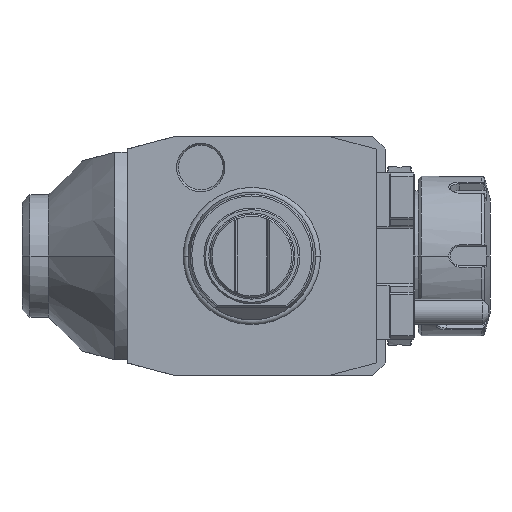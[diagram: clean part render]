
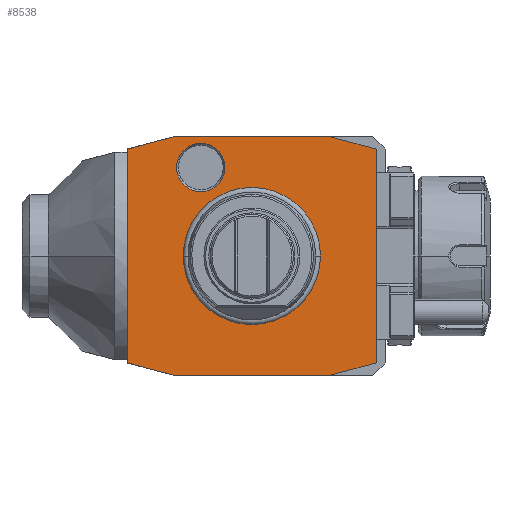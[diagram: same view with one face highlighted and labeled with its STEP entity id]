
A CAD part, front view. The second image highlights one B-rep face of the part: STEP entity #8538.
In plain terms, the highlighted planar face has unit normal (0, -1, 0).
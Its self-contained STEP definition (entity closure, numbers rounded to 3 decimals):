
#1=DIRECTION('',(0.966,0.,-0.259));
#2=VECTOR('',#1,15.529);
#3=CARTESIAN_POINT('',(-39.,0.,-33.481));
#4=LINE('',#3,#2);
#5=DIRECTION('',(0.,0.,-1.));
#6=VECTOR('',#5,66.962);
#7=CARTESIAN_POINT('',(-39.,0.,33.481));
#8=LINE('',#7,#6);
#9=DIRECTION('',(-0.966,0.,-0.259));
#10=VECTOR('',#9,15.529);
#11=CARTESIAN_POINT('',(-24.,0.,37.5));
#12=LINE('',#11,#10);
#13=DIRECTION('',(-1.,0.,0.));
#14=VECTOR('',#13,48.);
#15=CARTESIAN_POINT('',(24.,0.,37.5));
#16=LINE('',#15,#14);
#17=DIRECTION('',(-0.966,0.,0.259));
#18=VECTOR('',#17,15.529);
#19=CARTESIAN_POINT('',(39.,0.,33.481));
#20=LINE('',#19,#18);
#21=DIRECTION('',(0.,0.,1.));
#22=VECTOR('',#21,66.962);
#23=CARTESIAN_POINT('',(39.,0.,-33.481));
#24=LINE('',#23,#22);
#25=DIRECTION('',(0.966,0.,0.259));
#26=VECTOR('',#25,15.529);
#27=CARTESIAN_POINT('',(24.,0.,-37.5));
#28=LINE('',#27,#26);
#29=DIRECTION('',(1.,0.,0.));
#30=VECTOR('',#29,48.);
#31=CARTESIAN_POINT('',(-24.,0.,-37.5));
#32=LINE('',#31,#30);
#33=CARTESIAN_POINT('',(-16.,0.,27.713));
#34=DIRECTION('',(0.,1.,0.));
#35=DIRECTION('',(1.,0.,0.));
#36=AXIS2_PLACEMENT_3D('',#33,#34,#35);
#38=CARTESIAN_POINT('',(-16.,0.,27.713));
#39=DIRECTION('',(0.,1.,0.));
#40=DIRECTION('',(-1.,0.,0.));
#41=AXIS2_PLACEMENT_3D('',#38,#39,#40);
#5544=CARTESIAN_POINT('',(0.,0.,0.));
#5545=DIRECTION('',(0.,-1.,0.));
#5546=DIRECTION('',(1.,0.,0.));
#5547=AXIS2_PLACEMENT_3D('',#5544,#5545,#5546);
#5549=CARTESIAN_POINT('',(0.,0.,0.));
#5550=DIRECTION('',(0.,-1.,0.));
#5551=DIRECTION('',(-1.,0.,0.));
#5552=AXIS2_PLACEMENT_3D('',#5549,#5550,#5551);
#7629=CARTESIAN_POINT('',(-8.423,0.,
27.713));
#7630=CARTESIAN_POINT('',(-23.577,0.,
27.713));
#7631=VERTEX_POINT('',#7629);
#7632=VERTEX_POINT('',#7630);
#8306=CARTESIAN_POINT('',(-39.,0.,-33.481));
#8307=CARTESIAN_POINT('',(-24.,0.,-37.5));
#8308=VERTEX_POINT('',#8306);
#8309=VERTEX_POINT('',#8307);
#8310=CARTESIAN_POINT('',(24.,0.,-37.5));
#8311=VERTEX_POINT('',#8310);
#8312=CARTESIAN_POINT('',(39.,0.,-33.481));
#8313=VERTEX_POINT('',#8312);
#8314=CARTESIAN_POINT('',(39.,0.,33.481));
#8315=VERTEX_POINT('',#8314);
#8316=CARTESIAN_POINT('',(24.,0.,37.5));
#8317=VERTEX_POINT('',#8316);
#8318=CARTESIAN_POINT('',(-24.,0.,37.5));
#8319=VERTEX_POINT('',#8318);
#8320=CARTESIAN_POINT('',(-39.,0.,33.481));
#8321=VERTEX_POINT('',#8320);
#8361=CARTESIAN_POINT('',(21.137,0.,0.));
#8362=CARTESIAN_POINT('',(-21.137,0.,0.));
#8363=VERTEX_POINT('',#8361);
#8364=VERTEX_POINT('',#8362);
#8503=CARTESIAN_POINT('',(0.,0.,0.));
#8504=DIRECTION('',(0.,-1.,0.));
#8505=DIRECTION('',(-1.,0.,0.));
#8506=AXIS2_PLACEMENT_3D('',#8503,#8504,#8505);
#8507=PLANE('',#8506);
#8509=ORIENTED_EDGE('',*,*,#8508,.F.);
#8511=ORIENTED_EDGE('',*,*,#8510,.F.);
#8513=ORIENTED_EDGE('',*,*,#8512,.F.);
#8515=ORIENTED_EDGE('',*,*,#8514,.F.);
#8517=ORIENTED_EDGE('',*,*,#8516,.F.);
#8519=ORIENTED_EDGE('',*,*,#8518,.F.);
#8521=ORIENTED_EDGE('',*,*,#8520,.F.);
#8523=ORIENTED_EDGE('',*,*,#8522,.F.);
#8524=EDGE_LOOP('',(#8509,#8511,#8513,#8515,#8517,#8519,#8521,#8523));
#8525=FACE_OUTER_BOUND('',#8524,.F.);
#8527=ORIENTED_EDGE('',*,*,#8526,.T.);
#8529=ORIENTED_EDGE('',*,*,#8528,.T.);
#8530=EDGE_LOOP('',(#8527,#8529));
#8531=FACE_BOUND('',#8530,.F.);
#8533=ORIENTED_EDGE('',*,*,#8532,.F.);
#8535=ORIENTED_EDGE('',*,*,#8534,.F.);
#8536=EDGE_LOOP('',(#8533,#8535));
#8537=FACE_BOUND('',#8536,.F.);
#37=CIRCLE('',#36,7.577);
#42=CIRCLE('',#41,7.577);
#5548=CIRCLE('',#5547,21.137);
#5553=CIRCLE('',#5552,21.137);
#8508=EDGE_CURVE('',#8308,#8309,#4,.T.);
#8510=EDGE_CURVE('',#8321,#8308,#8,.T.);
#8512=EDGE_CURVE('',#8319,#8321,#12,.T.);
#8514=EDGE_CURVE('',#8317,#8319,#16,.T.);
#8516=EDGE_CURVE('',#8315,#8317,#20,.T.);
#8518=EDGE_CURVE('',#8313,#8315,#24,.T.);
#8520=EDGE_CURVE('',#8311,#8313,#28,.T.);
#8522=EDGE_CURVE('',#8309,#8311,#32,.T.);
#8526=EDGE_CURVE('',#8363,#8364,#5548,.T.);
#8528=EDGE_CURVE('',#8364,#8363,#5553,.T.);
#8532=EDGE_CURVE('',#7631,#7632,#37,.T.);
#8534=EDGE_CURVE('',#7632,#7631,#42,.T.);
#8538=ADVANCED_FACE('',(#8525,#8531,#8537),#8507,.T.);
